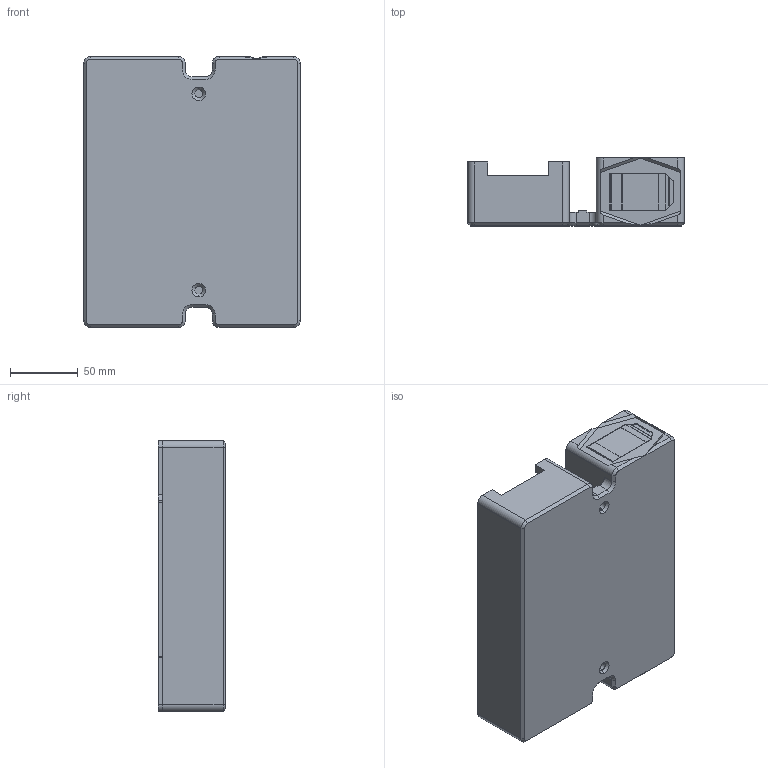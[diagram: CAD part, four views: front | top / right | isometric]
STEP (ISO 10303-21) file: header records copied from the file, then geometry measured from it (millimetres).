
FILE_DESCRIPTION (( 'STEP AP203' ), '1' );
FILE_NAME ('electronics_enclosure.step', '2016-03-08T04:32:17', ( '' ), ( '' ), 'SwSTEP 2.0', 'SolidWorks 2015', '' );
FILE_SCHEMA (( 'CONFIG_CONTROL_DESIGN' ));
Length unit declared in the file: millimetre
Products named in the file (1): electronics_enclosure
Bounding box: 160 x 50 x 200 mm (x, y, z)
Volume: 247602.3 mm3; surface area: 138703.8 mm2
Topology: 1 solids, 4 shells, 230 faces, 597 edges, 384 vertices
Faces by surface type: plane 157, cylinder 57, cone 16
Entity records: 7101 total; most frequent: CARTESIAN_POINT 1323, ORIENTED_EDGE 1194, DIRECTION 1176, EDGE_CURVE 597, LINE 446, VECTOR 446, VERTEX_POINT 384, AXIS2_PLACEMENT_3D 365
